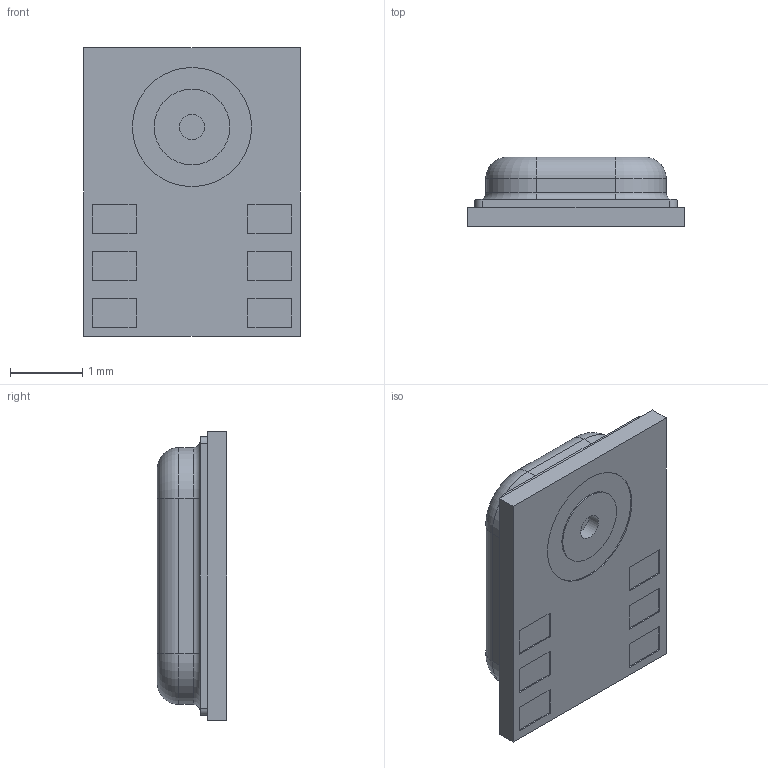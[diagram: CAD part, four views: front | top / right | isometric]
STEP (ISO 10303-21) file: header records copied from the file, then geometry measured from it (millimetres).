
FILE_DESCRIPTION(/* description */ (''),/* implementation_level */ '2;1');
FILE_NAME(/* name */ 'ICS-52000 3D POD v2.step',/* time_stamp */ '2017-11-02T15:19:38-04:00',/* author */ (''),/* organization */ (''),/* preprocessor_version */ 'ST-DEVELOPER v16.13',/* originating_system */ 'Autodesk Translation Framework v6.5.0.72',/* authorisation */ '');
FILE_SCHEMA (('AUTOMOTIVE_DESIGN { 1 0 10303 214 3 1 1 }'));
Length unit declared in the file: millimetre
Products named in the file (1): ICS-52000 3D POD
Bounding box: 3 x 0.96 x 4 mm (x, y, z)
Volume: 9.1 mm3; surface area: 34.2 mm2
Topology: 1 solids, 1 shells, 76 faces, 173 edges, 110 vertices
Faces by surface type: plane 49, cylinder 19, torus 8
Full cylindrical faces by diameter (mm): 0.35 x1, 1.05 x1, 1.65 x1
Entity records: 2148 total; most frequent: DIRECTION 373, CARTESIAN_POINT 360, ORIENTED_EDGE 346, EDGE_CURVE 173, LINE 127, VECTOR 127, AXIS2_PLACEMENT_3D 123, VERTEX_POINT 110
